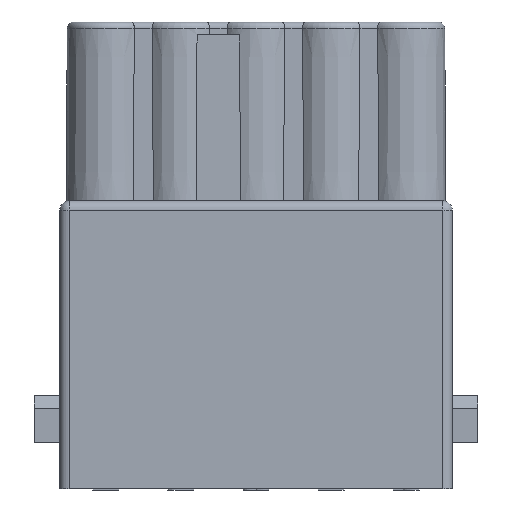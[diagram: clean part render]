
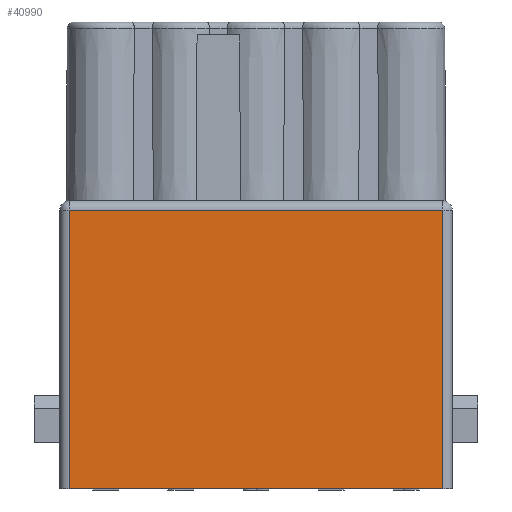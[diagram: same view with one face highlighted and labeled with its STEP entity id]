
A CAD part, left-side view. The second image highlights one B-rep face of the part: STEP entity #40990.
In plain terms, the highlighted planar face has unit normal (-1, 0, 0).
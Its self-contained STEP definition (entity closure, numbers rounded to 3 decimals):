
#1530=DIRECTION('',(0.,1.,0.));
#1531=VECTOR('',#1530,28.8);
#1532=CARTESIAN_POINT('',(-7.325,-14.4,-18.8));
#1533=LINE('',#1532,#1531);
#6429=DIRECTION('',(0.,-1.,0.));
#6430=VECTOR('',#6429,28.8);
#6431=CARTESIAN_POINT('',(-7.325,14.4,2.65));
#6432=LINE('',#6431,#6430);
#6655=DIRECTION('',(0.,0.,1.));
#6656=VECTOR('',#6655,21.45);
#6657=CARTESIAN_POINT('',(-7.325,14.4,-18.8));
#6658=LINE('',#6657,#6656);
#6667=DIRECTION('',(0.,0.,-1.));
#6668=VECTOR('',#6667,21.45);
#6669=CARTESIAN_POINT('',(-7.325,-14.4,2.65));
#6670=LINE('',#6669,#6668);
#28247=CARTESIAN_POINT('',(-7.325,-14.4,-18.8));
#28248=VERTEX_POINT('',#28247);
#28249=CARTESIAN_POINT('',(-7.325,14.4,-18.8));
#28250=VERTEX_POINT('',#28249);
#29214=CARTESIAN_POINT('',(-7.325,14.4,2.65));
#29215=VERTEX_POINT('',#29214);
#29216=CARTESIAN_POINT('',(-7.325,-14.4,2.65));
#29217=VERTEX_POINT('',#29216);
#40978=CARTESIAN_POINT('',(-7.325,15.15,-18.8));
#40979=DIRECTION('',(-1.,0.,0.));
#40980=DIRECTION('',(0.,1.,0.));
#40981=AXIS2_PLACEMENT_3D('',#40978,#40979,#40980);
#40982=PLANE('',#40981);
#40984=ORIENTED_EDGE('',*,*,#40983,.T.);
#40985=ORIENTED_EDGE('',*,*,#35573,.T.);
#40986=ORIENTED_EDGE('',*,*,#40970,.T.);
#40987=ORIENTED_EDGE('',*,*,#40704,.T.);
#40988=EDGE_LOOP('',(#40984,#40985,#40986,#40987));
#40989=FACE_OUTER_BOUND('',#40988,.F.);
#40990=ADVANCED_FACE('',(#40989),#40982,.T.);
#35573=EDGE_CURVE('',#28248,#28250,#1533,.T.);
#40704=EDGE_CURVE('',#29215,#29217,#6432,.T.);
#40970=EDGE_CURVE('',#28250,#29215,#6658,.T.);
#40983=EDGE_CURVE('',#29217,#28248,#6670,.T.);
